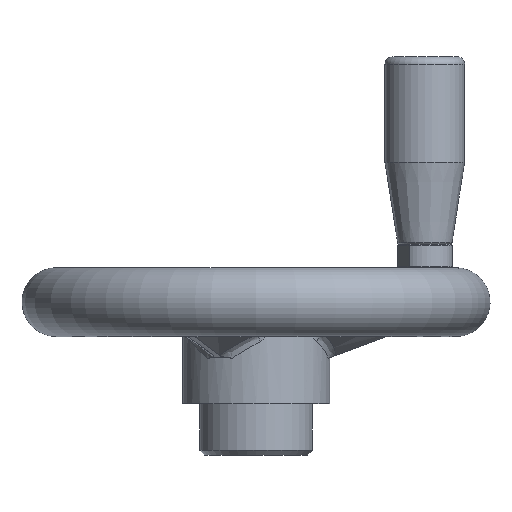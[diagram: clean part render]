
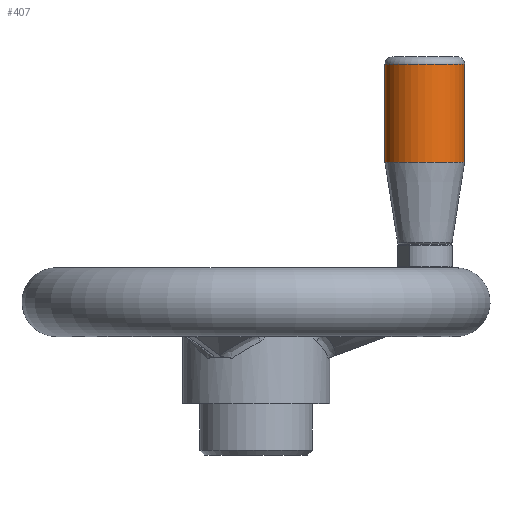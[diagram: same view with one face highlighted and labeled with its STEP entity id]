
A CAD part, front view. The second image highlights one B-rep face of the part: STEP entity #407.
In plain terms, the highlighted cylindrical face has radius 8.5 mm (diameter 17 mm), a full revolution.
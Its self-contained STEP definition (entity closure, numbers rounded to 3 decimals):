
#407 = ADVANCED_FACE( '', ( #874, #875 ), #876, .T. );
#874 = FACE_OUTER_BOUND( '', #6235, .T. );
#875 = FACE_OUTER_BOUND( '', #6236, .T. );
#876 = CYLINDRICAL_SURFACE( '', #6237, 8.5 );
#6235 = EDGE_LOOP( '', ( #8648 ) );
#6236 = EDGE_LOOP( '', ( #8649 ) );
#6237 = AXIS2_PLACEMENT_3D( '', #8650, #8651, #8652 );
#8648 = ORIENTED_EDGE( '', *, *, #9353, .F. );
#8649 = ORIENTED_EDGE( '', *, *, #9132, .T. );
#8650 = CARTESIAN_POINT( '', ( 36., 0., 85. ) );
#8651 = DIRECTION( '', ( 0., 0., -1. ) );
#8652 = DIRECTION( '', ( 1., 0., 0. ) );
#9132 = EDGE_CURVE( '', #9746, #9746, #9747, .T. );
#9353 = EDGE_CURVE( '', #10038, #10038, #10039, .T. );
#9746 = VERTEX_POINT( '', #12226 );
#9747 = CIRCLE( '', #12227, 8.5 );
#10038 = VERTEX_POINT( '', #14146 );
#10039 = CIRCLE( '', #14147, 8.5 );
#12226 = CARTESIAN_POINT( '', ( 44.5, 0., 62.5 ) );
#12227 = AXIS2_PLACEMENT_3D( '', #14911, #14912, #14913 );
#14146 = CARTESIAN_POINT( '', ( 44.5, 0., 83.449 ) );
#14147 = AXIS2_PLACEMENT_3D( '', #15077, #15078, #15079 );
#14911 = CARTESIAN_POINT( '', ( 36., 0., 62.5 ) );
#14912 = DIRECTION( '', ( 0., 0., 1. ) );
#14913 = DIRECTION( '', ( 1., 0., 0. ) );
#15077 = CARTESIAN_POINT( '', ( 36., 0., 83.449 ) );
#15078 = DIRECTION( '', ( 0., 0., 1. ) );
#15079 = DIRECTION( '', ( 1., 0., 0. ) );
